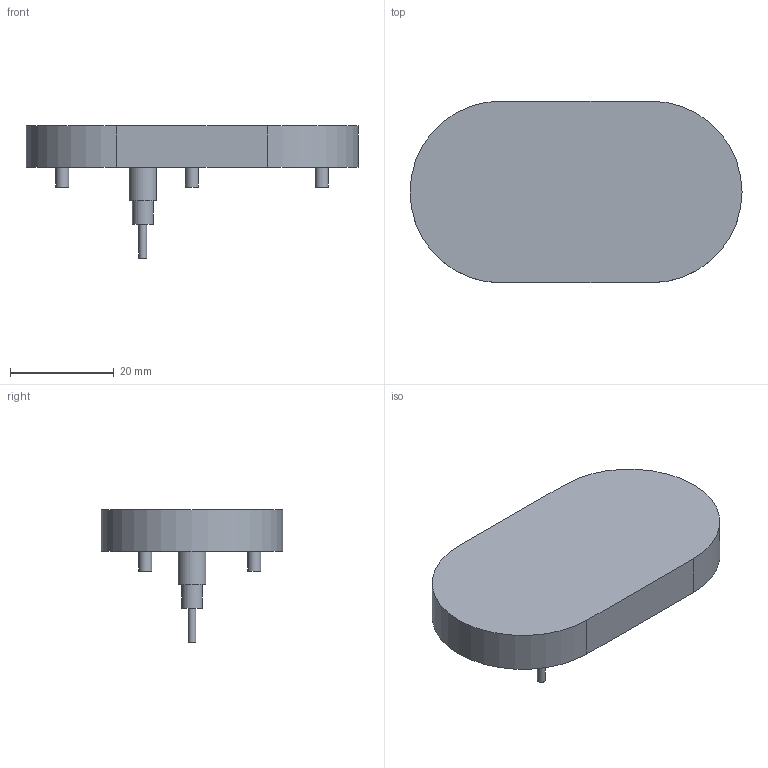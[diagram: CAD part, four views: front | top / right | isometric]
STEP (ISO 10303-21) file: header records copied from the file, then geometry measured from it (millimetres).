
FILE_DESCRIPTION(/* description */ (''),/* implementation_level */ '2;1');
FILE_NAME(/* name */ 'VID28-05 v3.step',/* time_stamp */ '2022-09-29T14:55:32-07:00',/* author */ (''),/* organization */ (''),/* preprocessor_version */ 'ST-DEVELOPER v19',/* originating_system */ 'Autodesk Translation Framework v11.7.0.108',/* authorisation */ '');
FILE_SCHEMA (('AUTOMOTIVE_DESIGN { 1 0 10303 214 3 1 1 }'));
Length unit declared in the file: millimetre
Products named in the file (1): VID28-05
Bounding box: 64.04 x 35.06 x 25.5 mm (x, y, z)
Volume: 16107.3 mm3; surface area: 5589.3 mm2
Topology: 1 solids, 1 shells, 18 faces, 30 edges, 20 vertices
Faces by surface type: plane 10, cylinder 8
Full cylindrical faces by diameter (mm): 1.5 x1, 2.5 x3, 4 x1, 5.3 x1
Entity records: 463 total; most frequent: DIRECTION 84, CARTESIAN_POINT 69, ORIENTED_EDGE 60, AXIS2_PLACEMENT_3D 35, EDGE_CURVE 30, EDGE_LOOP 24, VERTEX_POINT 20, FACE_OUTER_BOUND 18
